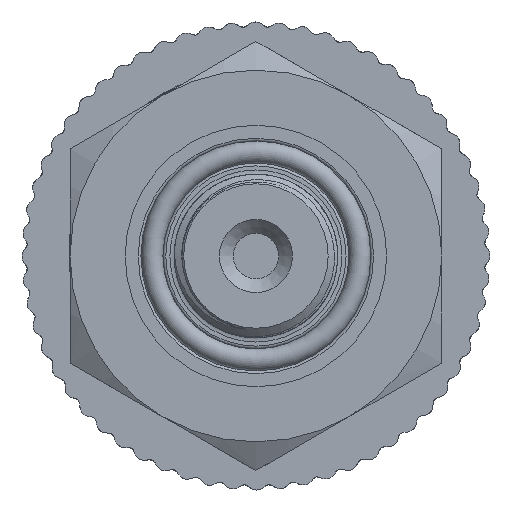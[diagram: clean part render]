
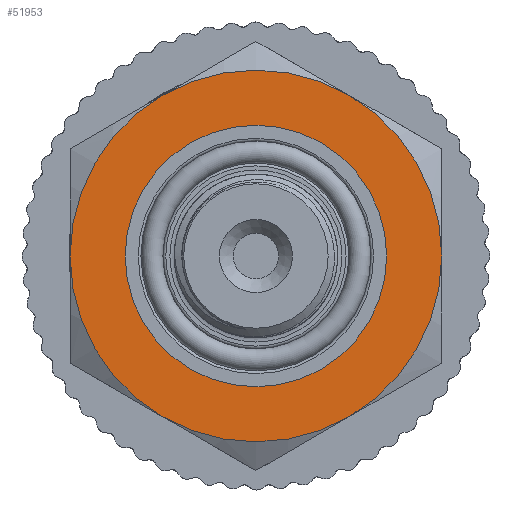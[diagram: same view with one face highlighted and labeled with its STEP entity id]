
A CAD part, left-side view. The second image highlights one B-rep face of the part: STEP entity #51953.
In plain terms, the highlighted face is planar.
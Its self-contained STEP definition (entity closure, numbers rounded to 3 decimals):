
#1071=FACE_BOUND('',#8420,.T.);
#2967=PLANE('',#56046);
#5677=FACE_OUTER_BOUND('',#8419,.T.);
#8419=EDGE_LOOP('',(#48469));
#8420=EDGE_LOOP('',(#48470));
#9247=CIRCLE('',#56009,13.5);
#9270=CIRCLE('',#56047,9.5);
#24833=VERTEX_POINT('',#114142);
#24851=VERTEX_POINT('',#114205);
#32695=EDGE_CURVE('',#24833,#24833,#9247,.T.);
#32725=EDGE_CURVE('',#24851,#24851,#9270,.T.);
#48469=ORIENTED_EDGE('',*,*,#32695,.T.);
#48470=ORIENTED_EDGE('',*,*,#32725,.F.);
#51953=ADVANCED_FACE('',(#5677,#1071),#2967,.T.);
#56009=AXIS2_PLACEMENT_3D('',#114143,#68281,#68282);
#56046=AXIS2_PLACEMENT_3D('',#114204,#68362,#68363);
#56047=AXIS2_PLACEMENT_3D('',#114206,#68364,#68365);
#68281=DIRECTION('center_axis',(1.,0.,0.));
#68282=DIRECTION('ref_axis',(0.,0.,-1.));
#68362=DIRECTION('center_axis',(1.,0.,0.));
#68363=DIRECTION('ref_axis',(0.,0.,-1.));
#68364=DIRECTION('center_axis',(1.,0.,0.));
#68365=DIRECTION('ref_axis',(0.,0.,-1.));
#114142=CARTESIAN_POINT('',(-14.,-13.5,0.));
#114143=CARTESIAN_POINT('Origin',(-14.,0.,0.));
#114204=CARTESIAN_POINT('Origin',(-14.,9.5,0.));
#114205=CARTESIAN_POINT('',(-14.,-9.5,0.));
#114206=CARTESIAN_POINT('Origin',(-14.,0.,0.));
